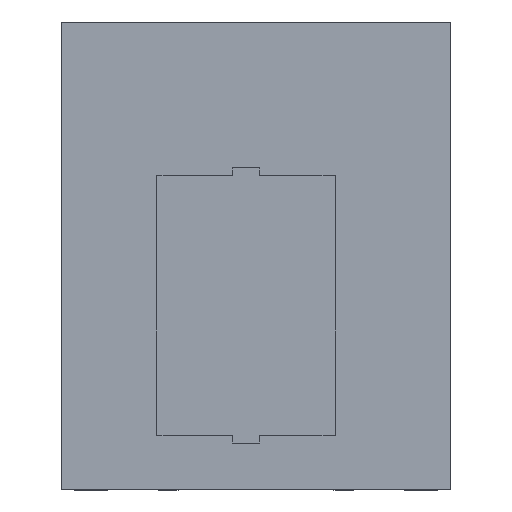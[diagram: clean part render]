
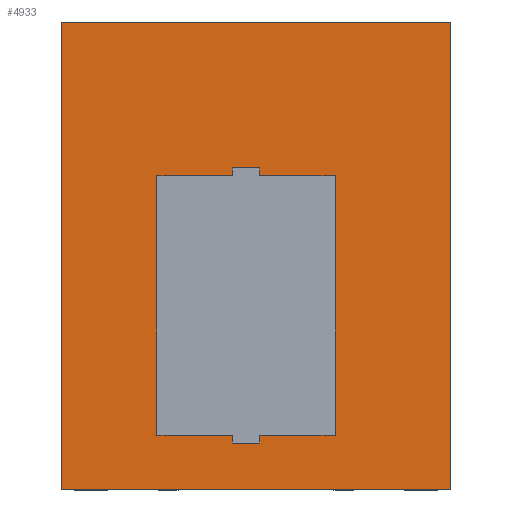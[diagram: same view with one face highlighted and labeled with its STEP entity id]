
A CAD part, top view. The second image highlights one B-rep face of the part: STEP entity #4933.
In plain terms, the highlighted face is planar.
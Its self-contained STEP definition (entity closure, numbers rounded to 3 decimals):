
#1692=DIRECTION('',(0.,0.,1.));
#1693=VECTOR('',#1692,6.);
#1694=CARTESIAN_POINT('',(-2.5,1.,-3.));
#1695=LINE('',#1694,#1693);
#1699=DIRECTION('',(-1.,0.,0.));
#1700=VECTOR('',#1699,5.);
#1701=CARTESIAN_POINT('',(2.5,1.,-3.));
#1702=LINE('',#1701,#1700);
#1706=DIRECTION('',(0.,0.,-1.));
#1707=VECTOR('',#1706,6.);
#1708=CARTESIAN_POINT('',(2.5,1.,3.));
#1709=LINE('',#1708,#1707);
#1713=DIRECTION('',(1.,0.,0.));
#1714=VECTOR('',#1713,5.);
#1715=CARTESIAN_POINT('',(-2.5,1.,3.));
#1716=LINE('',#1715,#1714);
#1720=DIRECTION('',(0.,0.,1.));
#1721=VECTOR('',#1720,3.329);
#1722=CARTESIAN_POINT('',(-1.27,1.,-1.03));
#1723=LINE('',#1722,#1721);
#1727=DIRECTION('',(1.,0.,0.));
#1728=VECTOR('',#1727,0.967);
#1729=CARTESIAN_POINT('',(-1.27,1.,2.3));
#1730=LINE('',#1729,#1728);
#1734=DIRECTION('',(0.,0.,-1.));
#1735=VECTOR('',#1734,0.1);
#1736=CARTESIAN_POINT('',(-0.303,1.,2.4));
#1737=LINE('',#1736,#1735);
#1741=DIRECTION('',(-1.,0.,0.));
#1742=VECTOR('',#1741,0.35);
#1743=CARTESIAN_POINT('',(0.047,1.,2.4));
#1744=LINE('',#1743,#1742);
#1748=DIRECTION('',(0.,0.,1.));
#1749=VECTOR('',#1748,0.1);
#1750=CARTESIAN_POINT('',(0.047,1.,2.3));
#1751=LINE('',#1750,#1749);
#1755=DIRECTION('',(1.,0.,0.));
#1756=VECTOR('',#1755,0.967);
#1757=CARTESIAN_POINT('',(0.047,1.,2.3));
#1758=LINE('',#1757,#1756);
#1762=DIRECTION('',(0.,0.,-1.));
#1763=VECTOR('',#1762,3.329);
#1764=CARTESIAN_POINT('',(1.014,1.,2.3));
#1765=LINE('',#1764,#1763);
#1769=DIRECTION('',(-1.,0.,0.));
#1770=VECTOR('',#1769,0.967);
#1771=CARTESIAN_POINT('',(1.014,1.,-1.03));
#1772=LINE('',#1771,#1770);
#1776=DIRECTION('',(0.,0.,-1.));
#1777=VECTOR('',#1776,0.1);
#1778=CARTESIAN_POINT('',(0.047,1.,-1.03));
#1779=LINE('',#1778,#1777);
#1783=DIRECTION('',(-1.,0.,0.));
#1784=VECTOR('',#1783,0.35);
#1785=CARTESIAN_POINT('',(0.047,1.,-1.13));
#1786=LINE('',#1785,#1784);
#1790=DIRECTION('',(0.,0.,1.));
#1791=VECTOR('',#1790,0.1);
#1792=CARTESIAN_POINT('',(-0.303,1.,-1.13));
#1793=LINE('',#1792,#1791);
#1797=DIRECTION('',(-1.,0.,0.));
#1798=VECTOR('',#1797,0.967);
#1799=CARTESIAN_POINT('',(-0.303,1.,-1.03));
#1800=LINE('',#1799,#1798);
#3528=CARTESIAN_POINT('',(-2.5,1.,-3.));
#3529=CARTESIAN_POINT('',(-2.5,1.,3.));
#3530=VERTEX_POINT('',#3528);
#3531=VERTEX_POINT('',#3529);
#3532=CARTESIAN_POINT('',(2.5,1.,3.));
#3533=VERTEX_POINT('',#3532);
#3534=CARTESIAN_POINT('',(2.5,1.,-3.));
#3535=VERTEX_POINT('',#3534);
#4004=CARTESIAN_POINT('',(-1.27,1.,-1.03));
#4005=CARTESIAN_POINT('',(-1.27,1.,2.3));
#4006=VERTEX_POINT('',#4004);
#4007=VERTEX_POINT('',#4005);
#4008=CARTESIAN_POINT('',(-0.303,1.,2.3));
#4009=VERTEX_POINT('',#4008);
#4010=CARTESIAN_POINT('',(0.047,1.,2.3));
#4011=CARTESIAN_POINT('',(1.014,1.,2.3));
#4012=VERTEX_POINT('',#4010);
#4013=VERTEX_POINT('',#4011);
#4014=CARTESIAN_POINT('',(1.014,1.,-1.03));
#4015=VERTEX_POINT('',#4014);
#4016=CARTESIAN_POINT('',(0.047,1.,-1.03));
#4017=VERTEX_POINT('',#4016);
#4018=CARTESIAN_POINT('',(-0.303,1.,-1.03));
#4019=VERTEX_POINT('',#4018);
#4020=CARTESIAN_POINT('',(0.047,1.,-1.13));
#4021=VERTEX_POINT('',#4020);
#4022=CARTESIAN_POINT('',(-0.303,1.,-1.13));
#4023=VERTEX_POINT('',#4022);
#4024=CARTESIAN_POINT('',(0.047,1.,2.4));
#4025=VERTEX_POINT('',#4024);
#4026=CARTESIAN_POINT('',(-0.303,1.,2.4));
#4027=VERTEX_POINT('',#4026);
#4896=CARTESIAN_POINT('',(0.,1.,0.));
#4897=DIRECTION('',(0.,1.,0.));
#4898=DIRECTION('',(1.,0.,0.));
#4899=AXIS2_PLACEMENT_3D('',#4896,#4897,#4898);
#4900=PLANE('',#4899);
#4901=ORIENTED_EDGE('',*,*,#4638,.F.);
#4902=ORIENTED_EDGE('',*,*,#4730,.F.);
#4903=ORIENTED_EDGE('',*,*,#4772,.F.);
#4904=ORIENTED_EDGE('',*,*,#4862,.F.);
#4905=EDGE_LOOP('',(#4901,#4902,#4903,#4904));
#4906=FACE_OUTER_BOUND('',#4905,.F.);
#4908=ORIENTED_EDGE('',*,*,#4907,.T.);
#4910=ORIENTED_EDGE('',*,*,#4909,.T.);
#4912=ORIENTED_EDGE('',*,*,#4911,.F.);
#4914=ORIENTED_EDGE('',*,*,#4913,.F.);
#4916=ORIENTED_EDGE('',*,*,#4915,.F.);
#4918=ORIENTED_EDGE('',*,*,#4917,.T.);
#4920=ORIENTED_EDGE('',*,*,#4919,.T.);
#4922=ORIENTED_EDGE('',*,*,#4921,.T.);
#4924=ORIENTED_EDGE('',*,*,#4923,.T.);
#4926=ORIENTED_EDGE('',*,*,#4925,.T.);
#4928=ORIENTED_EDGE('',*,*,#4927,.T.);
#4930=ORIENTED_EDGE('',*,*,#4929,.T.);
#4931=EDGE_LOOP('',(#4908,#4910,#4912,#4914,#4916,#4918,#4920,#4922,#4924,#4926,
#4928,#4930));
#4932=FACE_BOUND('',#4931,.F.);
#4638=EDGE_CURVE('',#3530,#3531,#1695,.T.);
#4730=EDGE_CURVE('',#3535,#3530,#1702,.T.);
#4772=EDGE_CURVE('',#3533,#3535,#1709,.T.);
#4862=EDGE_CURVE('',#3531,#3533,#1716,.T.);
#4907=EDGE_CURVE('',#4006,#4007,#1723,.T.);
#4909=EDGE_CURVE('',#4007,#4009,#1730,.T.);
#4911=EDGE_CURVE('',#4027,#4009,#1737,.T.);
#4913=EDGE_CURVE('',#4025,#4027,#1744,.T.);
#4915=EDGE_CURVE('',#4012,#4025,#1751,.T.);
#4917=EDGE_CURVE('',#4012,#4013,#1758,.T.);
#4919=EDGE_CURVE('',#4013,#4015,#1765,.T.);
#4921=EDGE_CURVE('',#4015,#4017,#1772,.T.);
#4923=EDGE_CURVE('',#4017,#4021,#1779,.T.);
#4925=EDGE_CURVE('',#4021,#4023,#1786,.T.);
#4927=EDGE_CURVE('',#4023,#4019,#1793,.T.);
#4929=EDGE_CURVE('',#4019,#4006,#1800,.T.);
#4933=ADVANCED_FACE('',(#4906,#4932),#4900,.T.);
